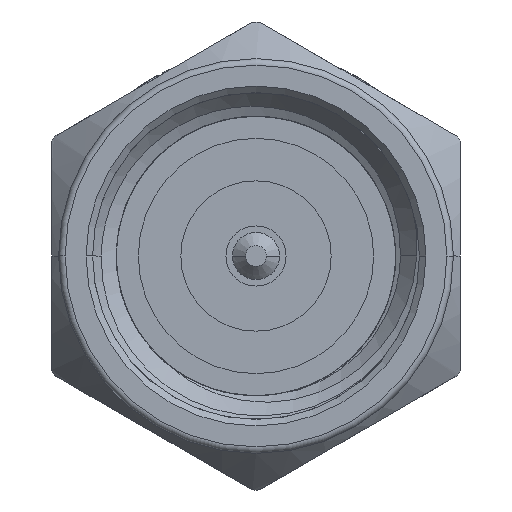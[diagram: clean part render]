
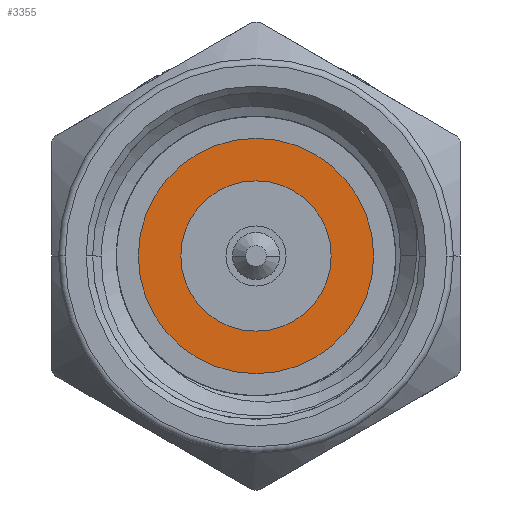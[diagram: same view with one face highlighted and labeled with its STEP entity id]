
A CAD part, left-side view. The second image highlights one B-rep face of the part: STEP entity #3355.
In plain terms, the highlighted planar face has unit normal (-1, 0, 0).
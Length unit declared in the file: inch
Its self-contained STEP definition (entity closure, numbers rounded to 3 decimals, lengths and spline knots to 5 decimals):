
#559 = CARTESIAN_POINT ( 'NONE',  ( 0.125, 0., 0. ) ) ;
#991 = EDGE_CURVE ( 'NONE', #14848, #13988, #6937, .T. ) ;
#1241 = AXIS2_PLACEMENT_3D ( 'NONE', #559, #9499, #10852 ) ;
#1361 = DIRECTION ( 'NONE',  ( 0., -1., 0. ) ) ;
#1410 = ORIENTED_EDGE ( 'NONE', *, *, #8532, .F. ) ;
#1650 = DIRECTION ( 'NONE',  ( -1., 0., 0. ) ) ;
#1727 = AXIS2_PLACEMENT_3D ( 'NONE', #12789, #8892, #6283 ) ;
#1790 = AXIS2_PLACEMENT_3D ( 'NONE', #6647, #1650, #5460 ) ;
#3355 = ADVANCED_FACE ( 'NONE', ( #3674, #8479 ), #13452, .T. ) ;
#3564 = DIRECTION ( 'NONE',  ( -1., 0., 0. ) ) ;
#3674 = FACE_BOUND ( 'NONE', #13330, .T. ) ;
#4417 = CARTESIAN_POINT ( 'NONE',  ( 0.125, -0.05748, 0. ) ) ;
#5460 = DIRECTION ( 'NONE',  ( 0., -1., 0. ) ) ;
#5499 = EDGE_LOOP ( 'NONE', ( #13736, #9362 ) ) ;
#6283 = DIRECTION ( 'NONE',  ( 0., -1., 0. ) ) ;
#6347 = CARTESIAN_POINT ( 'NONE',  ( 0.125, 0.05748, 0. ) ) ;
#6595 = CARTESIAN_POINT ( 'NONE',  ( 0.125, -0.09, 0. ) ) ;
#6647 = CARTESIAN_POINT ( 'NONE',  ( 0.125, 0., 0. ) ) ;
#6937 = CIRCLE ( 'NONE', #15078, 0.09 ) ;
#7793 = DIRECTION ( 'NONE',  ( -1., 0., 0. ) ) ;
#7903 = CARTESIAN_POINT ( 'NONE',  ( 0.125, 0., 0. ) ) ;
#8028 = EDGE_CURVE ( 'NONE', #13988, #14848, #13051, .T. ) ;
#8479 = FACE_OUTER_BOUND ( 'NONE', #5499, .T. ) ;
#8532 = EDGE_CURVE ( 'NONE', #12587, #15897, #10818, .T. ) ;
#8892 = DIRECTION ( 'NONE',  ( -1., 0., 0. ) ) ;
#9362 = ORIENTED_EDGE ( 'NONE', *, *, #991, .T. ) ;
#9499 = DIRECTION ( 'NONE',  ( -1., 0., 0. ) ) ;
#10818 = CIRCLE ( 'NONE', #1790, 0.05748 ) ;
#10852 = DIRECTION ( 'NONE',  ( 0., -1., 0. ) ) ;
#11302 = CARTESIAN_POINT ( 'NONE',  ( 0.125, 0., 0. ) ) ;
#12514 = CARTESIAN_POINT ( 'NONE',  ( 0.125, 0.09, 0. ) ) ;
#12559 = DIRECTION ( 'NONE',  ( 0., -1., 0. ) ) ;
#12587 = VERTEX_POINT ( 'NONE', #4417 ) ;
#12789 = CARTESIAN_POINT ( 'NONE',  ( 0.125, 0., 0. ) ) ;
#13051 = CIRCLE ( 'NONE', #14564, 0.09 ) ;
#13330 = EDGE_LOOP ( 'NONE', ( #13583, #1410 ) ) ;
#13452 = PLANE ( 'NONE',  #1241 ) ;
#13583 = ORIENTED_EDGE ( 'NONE', *, *, #14112, .F. ) ;
#13736 = ORIENTED_EDGE ( 'NONE', *, *, #8028, .T. ) ;
#13988 = VERTEX_POINT ( 'NONE', #12514 ) ;
#14112 = EDGE_CURVE ( 'NONE', #15897, #12587, #14871, .T. ) ;
#14564 = AXIS2_PLACEMENT_3D ( 'NONE', #7903, #7793, #1361 ) ;
#14848 = VERTEX_POINT ( 'NONE', #6595 ) ;
#14871 = CIRCLE ( 'NONE', #1727, 0.05748 ) ;
#15078 = AXIS2_PLACEMENT_3D ( 'NONE', #11302, #3564, #12559 ) ;
#15897 = VERTEX_POINT ( 'NONE', #6347 ) ;
